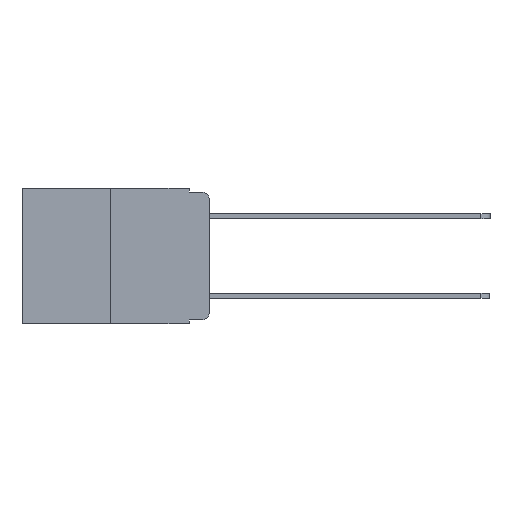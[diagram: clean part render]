
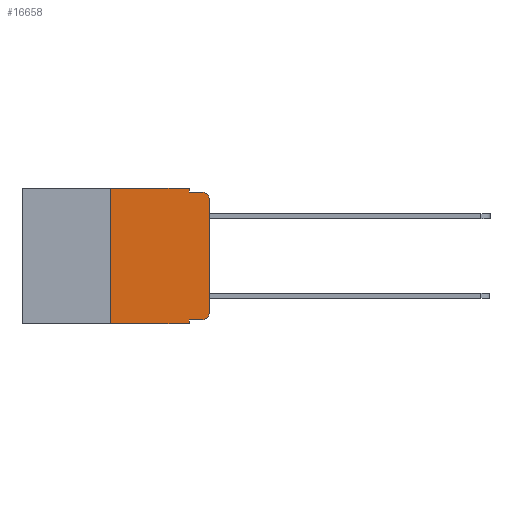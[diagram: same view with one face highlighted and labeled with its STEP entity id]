
A CAD part, left-side view. The second image highlights one B-rep face of the part: STEP entity #16658.
In plain terms, the highlighted planar face has unit normal (-1, 0, 0).
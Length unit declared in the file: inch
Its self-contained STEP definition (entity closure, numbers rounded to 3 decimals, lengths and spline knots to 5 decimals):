
#211 = ORIENTED_EDGE ( 'NONE', *, *, #24773, .T. ) ;
#380 = DIRECTION ( 'NONE',  ( 0., 0., -1. ) ) ;
#656 = VECTOR ( 'NONE', #20283, 39.37008 ) ;
#1204 = VECTOR ( 'NONE', #9439, 39.37008 ) ;
#1309 = ORIENTED_EDGE ( 'NONE', *, *, #12925, .F. ) ;
#1573 = VERTEX_POINT ( 'NONE', #10045 ) ;
#1733 = VECTOR ( 'NONE', #380, 39.37008 ) ;
#2331 = VERTEX_POINT ( 'NONE', #21073 ) ;
#2502 = ORIENTED_EDGE ( 'NONE', *, *, #6080, .T. ) ;
#2870 = VERTEX_POINT ( 'NONE', #11995 ) ;
#2948 = AXIS2_PLACEMENT_3D ( 'NONE', #11070, #24833, #13093 ) ;
#3186 = LINE ( 'NONE', #20389, #13835 ) ;
#3240 = CARTESIAN_POINT ( 'NONE',  ( 0., 0.02, -0.333 ) ) ;
#3303 = ORIENTED_EDGE ( 'NONE', *, *, #4898, .T. ) ;
#3319 = VECTOR ( 'NONE', #14585, 39.37008 ) ;
#3443 = LINE ( 'NONE', #20071, #18067 ) ;
#3543 = FACE_OUTER_BOUND ( 'NONE', #19328, .T. ) ;
#3808 = VERTEX_POINT ( 'NONE', #14842 ) ;
#3851 = AXIS2_PLACEMENT_3D ( 'NONE', #8606, #22479, #10640 ) ;
#4642 = CARTESIAN_POINT ( 'NONE',  ( 0., 0.25, 0. ) ) ;
#4898 = EDGE_CURVE ( 'NONE', #1573, #13712, #3186, .T. ) ;
#4949 = CARTESIAN_POINT ( 'NONE',  ( 0., 0.051, -0.343 ) ) ;
#6080 = EDGE_CURVE ( 'NONE', #25662, #8630, #3443, .T. ) ;
#6277 = DIRECTION ( 'NONE',  ( 1., 0., 0. ) ) ;
#6441 = CARTESIAN_POINT ( 'NONE',  ( 0., 0.051, -0.01 ) ) ;
#6532 = DIRECTION ( 'NONE',  ( 0., -1., 0. ) ) ;
#7091 = VERTEX_POINT ( 'NONE', #24572 ) ;
#7261 = LINE ( 'NONE', #19339, #1204 ) ;
#7562 = EDGE_CURVE ( 'NONE', #1573, #8630, #19542, .T. ) ;
#7753 = LINE ( 'NONE', #14437, #1733 ) ;
#7800 = ORIENTED_EDGE ( 'NONE', *, *, #16890, .T. ) ;
#7809 = ORIENTED_EDGE ( 'NONE', *, *, #23946, .T. ) ;
#8202 = VECTOR ( 'NONE', #6532, 39.37008 ) ;
#8470 = DIRECTION ( 'NONE',  ( 0., -1., 0. ) ) ;
#8606 = CARTESIAN_POINT ( 'NONE',  ( 0., 0.02, -0.03 ) ) ;
#8630 = VERTEX_POINT ( 'NONE', #4949 ) ;
#9439 = DIRECTION ( 'NONE',  ( 0., 0., 1. ) ) ;
#9923 = CARTESIAN_POINT ( 'NONE',  ( 0., 0.25, -0.343 ) ) ;
#10045 = CARTESIAN_POINT ( 'NONE',  ( 0., 0.051, -0.333 ) ) ;
#10171 = ORIENTED_EDGE ( 'NONE', *, *, #10247, .F. ) ;
#10247 = EDGE_CURVE ( 'NONE', #25662, #25795, #24386, .T. ) ;
#10640 = DIRECTION ( 'NONE',  ( 0., 0., -1. ) ) ;
#11070 = CARTESIAN_POINT ( 'NONE',  ( 0., 0.02, -0.313 ) ) ;
#11398 = CIRCLE ( 'NONE', #2948, 0.02 ) ;
#11680 = ORIENTED_EDGE ( 'NONE', *, *, #7562, .F. ) ;
#11995 = CARTESIAN_POINT ( 'NONE',  ( 0., 0.051, 0. ) ) ;
#12229 = PLANE ( 'NONE',  #13751 ) ;
#12595 = CIRCLE ( 'NONE', #3851, 0.02 ) ;
#12598 = CARTESIAN_POINT ( 'NONE',  ( 0., 0.051, -0.01 ) ) ;
#12721 = ORIENTED_EDGE ( 'NONE', *, *, #19551, .F. ) ;
#12925 = EDGE_CURVE ( 'NONE', #2870, #13505, #7753, .T. ) ;
#13093 = DIRECTION ( 'NONE',  ( 0., 0., -1. ) ) ;
#13505 = VERTEX_POINT ( 'NONE', #12598 ) ;
#13712 = VERTEX_POINT ( 'NONE', #3240 ) ;
#13751 = AXIS2_PLACEMENT_3D ( 'NONE', #20082, #6277, #20176 ) ;
#13835 = VECTOR ( 'NONE', #8470, 39.37008 ) ;
#14154 = LINE ( 'NONE', #6441, #8202 ) ;
#14437 = CARTESIAN_POINT ( 'NONE',  ( 0., 0.051, 0. ) ) ;
#14585 = DIRECTION ( 'NONE',  ( 0., 0., 1. ) ) ;
#14842 = CARTESIAN_POINT ( 'NONE',  ( 0., 0., -0.03 ) ) ;
#16081 = ORIENTED_EDGE ( 'NONE', *, *, #20609, .F. ) ;
#16362 = CARTESIAN_POINT ( 'NONE',  ( 0., 0.25, 0. ) ) ;
#16615 = DIRECTION ( 'NONE',  ( 0., 0., -1. ) ) ;
#16658 = ADVANCED_FACE ( 'NONE', ( #3543 ), #12229, .F. ) ;
#16890 = EDGE_CURVE ( 'NONE', #3808, #7091, #12595, .T. ) ;
#18067 = VECTOR ( 'NONE', #23986, 39.37008 ) ;
#18485 = CARTESIAN_POINT ( 'NONE',  ( 0., 0.051, 0. ) ) ;
#18922 = VECTOR ( 'NONE', #16615, 39.37008 ) ;
#19328 = EDGE_LOOP ( 'NONE', ( #211, #7800, #12721, #1309, #16081, #10171, #2502, #11680, #3303, #7809 ) ) ;
#19339 = CARTESIAN_POINT ( 'NONE',  ( 0., 0., 0. ) ) ;
#19542 = LINE ( 'NONE', #18485, #18922 ) ;
#19551 = EDGE_CURVE ( 'NONE', #13505, #7091, #14154, .T. ) ;
#20071 = CARTESIAN_POINT ( 'NONE',  ( 0., 0.473, -0.343 ) ) ;
#20082 = CARTESIAN_POINT ( 'NONE',  ( 0., 0.473, 0. ) ) ;
#20176 = DIRECTION ( 'NONE',  ( 0., 0., -1. ) ) ;
#20283 = DIRECTION ( 'NONE',  ( 0., -1., 0. ) ) ;
#20389 = CARTESIAN_POINT ( 'NONE',  ( 0., 0.051, -0.333 ) ) ;
#20609 = EDGE_CURVE ( 'NONE', #25795, #2870, #21969, .T. ) ;
#21073 = CARTESIAN_POINT ( 'NONE',  ( 0., 0., -0.313 ) ) ;
#21969 = LINE ( 'NONE', #22247, #656 ) ;
#22247 = CARTESIAN_POINT ( 'NONE',  ( 0., 0.473, 0. ) ) ;
#22479 = DIRECTION ( 'NONE',  ( -1., 0., 0. ) ) ;
#23946 = EDGE_CURVE ( 'NONE', #13712, #2331, #11398, .T. ) ;
#23986 = DIRECTION ( 'NONE',  ( 0., -1., 0. ) ) ;
#24386 = LINE ( 'NONE', #4642, #3319 ) ;
#24572 = CARTESIAN_POINT ( 'NONE',  ( 0., 0.02, -0.01 ) ) ;
#24773 = EDGE_CURVE ( 'NONE', #2331, #3808, #7261, .T. ) ;
#24833 = DIRECTION ( 'NONE',  ( -1., 0., 0. ) ) ;
#25662 = VERTEX_POINT ( 'NONE', #9923 ) ;
#25795 = VERTEX_POINT ( 'NONE', #16362 ) ;
